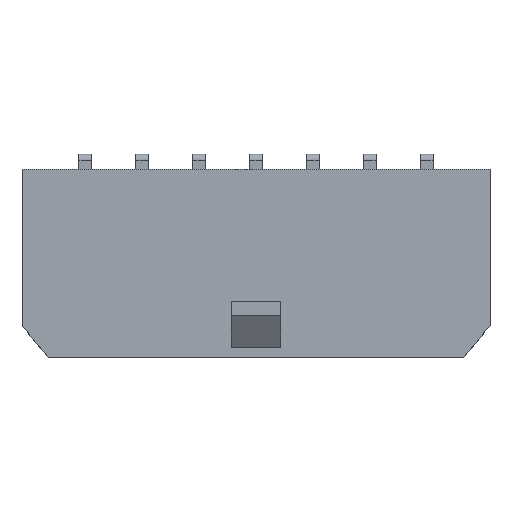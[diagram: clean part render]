
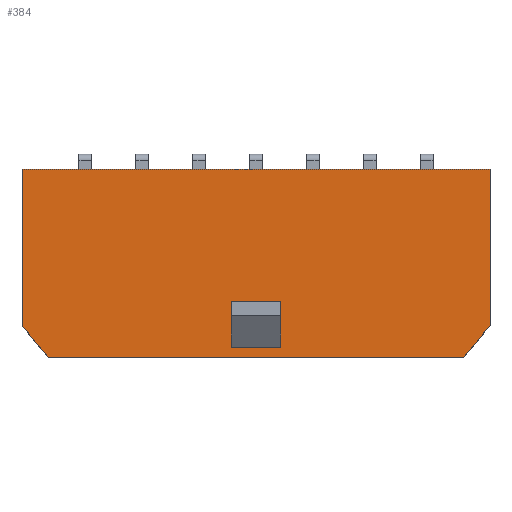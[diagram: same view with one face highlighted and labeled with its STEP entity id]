
A CAD part, top view. The second image highlights one B-rep face of the part: STEP entity #384.
In plain terms, the highlighted planar face has unit normal (0, 0, 1).
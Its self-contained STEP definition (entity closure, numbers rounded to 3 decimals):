
#384=ADVANCED_FACE('',(#868,#869),#639,.T.);
#639=PLANE('',#4770);
#868=FACE_BOUND('',#906,.T.);
#869=FACE_BOUND('',#907,.T.);
#906=EDGE_LOOP('',(#1314,#1315,#1316,#1317,#1318,#1319));
#907=EDGE_LOOP('',(#1320,#1321,#1322,#1323));
#1314=ORIENTED_EDGE('',*,*,#3014,.F.);
#1315=ORIENTED_EDGE('',*,*,#2997,.F.);
#1316=ORIENTED_EDGE('',*,*,#3054,.T.);
#1317=ORIENTED_EDGE('',*,*,#3006,.T.);
#1318=ORIENTED_EDGE('',*,*,#3011,.F.);
#1319=ORIENTED_EDGE('',*,*,#3049,.F.);
#1320=ORIENTED_EDGE('',*,*,#3055,.T.);
#1321=ORIENTED_EDGE('',*,*,#3056,.T.);
#1322=ORIENTED_EDGE('',*,*,#3057,.F.);
#1323=ORIENTED_EDGE('',*,*,#3058,.F.);
#2566=VERTEX_POINT('',#6496);
#2567=VERTEX_POINT('',#6498);
#2575=VERTEX_POINT('',#6515);
#2576=VERTEX_POINT('',#6517);
#2579=VERTEX_POINT('',#6525);
#2580=VERTEX_POINT('',#6529);
#2618=VERTEX_POINT('',#6612);
#2619=VERTEX_POINT('',#6613);
#2620=VERTEX_POINT('',#6615);
#2621=VERTEX_POINT('',#6617);
#2997=EDGE_CURVE('',#2566,#2567,#3657,.T.);
#3006=EDGE_CURVE('',#2576,#2575,#3666,.T.);
#3011=EDGE_CURVE('',#2579,#2575,#3671,.T.);
#3014=EDGE_CURVE('',#2567,#2580,#3674,.T.);
#3049=EDGE_CURVE('',#2580,#2579,#3709,.T.);
#3054=EDGE_CURVE('',#2566,#2576,#3714,.T.);
#3055=EDGE_CURVE('',#2618,#2619,#3715,.T.);
#3056=EDGE_CURVE('',#2619,#2620,#3716,.T.);
#3057=EDGE_CURVE('',#2621,#2620,#3717,.T.);
#3058=EDGE_CURVE('',#2618,#2621,#3718,.T.);
#3657=LINE('',#6497,#4253);
#3666=LINE('',#6516,#4262);
#3671=LINE('',#6526,#4267);
#3674=LINE('',#6532,#4270);
#3709=LINE('',#6602,#4305);
#3714=LINE('',#6610,#4310);
#3715=LINE('',#6611,#4311);
#3716=LINE('',#6614,#4312);
#3717=LINE('',#6616,#4313);
#3718=LINE('',#6618,#4314);
#4253=VECTOR('',#5179,1.);
#4262=VECTOR('',#5190,1.);
#4267=VECTOR('',#5197,1.);
#4270=VECTOR('',#5202,1.);
#4305=VECTOR('',#5239,1.);
#4310=VECTOR('',#5246,1.);
#4311=VECTOR('',#5247,1.);
#4312=VECTOR('',#5248,1.);
#4313=VECTOR('',#5249,1.);
#4314=VECTOR('',#5250,1.);
#4770=AXIS2_PLACEMENT_3D('',#6619,#5251,#5252);
#5179=DIRECTION('',(0.,-1.,0.));
#5190=DIRECTION('',(0.,-1.,0.));
#5197=DIRECTION('',(-0.643,0.766,0.));
#5202=DIRECTION('',(-0.643,-0.766,0.));
#5239=DIRECTION('',(-1.,0.,0.));
#5246=DIRECTION('',(-1.,0.,0.));
#5247=DIRECTION('',(-1.,0.,0.));
#5248=DIRECTION('',(0.,1.,0.));
#5249=DIRECTION('',(-1.,0.,0.));
#5250=DIRECTION('',(0.,1.,0.));
#5251=DIRECTION('',(0.,0.,1.));
#5252=DIRECTION('',(1.,0.,0.));
#6496=CARTESIAN_POINT('',(12.32,9.9,3.86));
#6497=CARTESIAN_POINT('',(12.32,9.9,3.86));
#6498=CARTESIAN_POINT('',(12.32,1.668,3.86));
#6515=CARTESIAN_POINT('',(-12.32,1.668,3.86));
#6516=CARTESIAN_POINT('',(-12.32,9.9,3.86));
#6517=CARTESIAN_POINT('',(-12.32,9.9,3.86));
#6525=CARTESIAN_POINT('',(-10.92,0.,3.86));
#6526=CARTESIAN_POINT('',(-10.92,0.,3.86));
#6529=CARTESIAN_POINT('',(10.92,0.,3.86));
#6532=CARTESIAN_POINT('',(12.32,1.668,3.86));
#6602=CARTESIAN_POINT('',(12.32,0.,3.86));
#6610=CARTESIAN_POINT('',(12.32,9.9,3.86));
#6611=CARTESIAN_POINT('',(1.3,0.54,3.86));
#6612=CARTESIAN_POINT('',(1.3,0.54,3.86));
#6613=CARTESIAN_POINT('',(-1.3,0.54,3.86));
#6614=CARTESIAN_POINT('',(-1.3,0.54,3.86));
#6615=CARTESIAN_POINT('',(-1.3,2.95,3.86));
#6616=CARTESIAN_POINT('',(1.3,2.95,3.86));
#6617=CARTESIAN_POINT('',(1.3,2.95,3.86));
#6618=CARTESIAN_POINT('',(1.3,0.54,3.86));
#6619=CARTESIAN_POINT('',(12.32,9.9,3.86));
